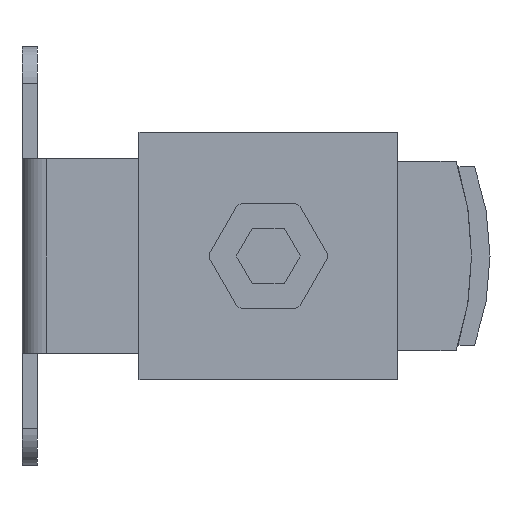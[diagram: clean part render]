
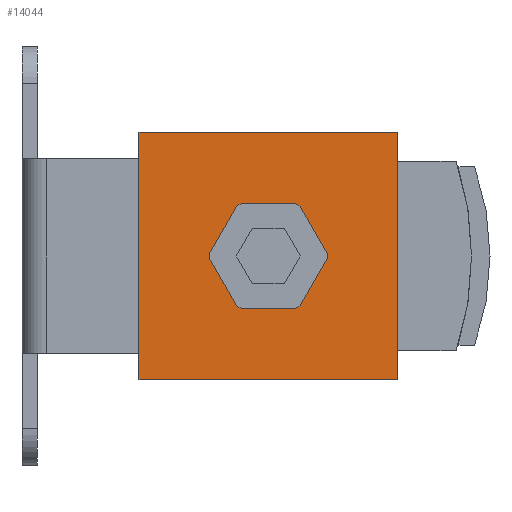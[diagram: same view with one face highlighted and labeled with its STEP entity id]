
A CAD part, front view. The second image highlights one B-rep face of the part: STEP entity #14044.
In plain terms, the highlighted planar face has unit normal (0, -1, 0).
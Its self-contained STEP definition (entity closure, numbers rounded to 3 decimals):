
#396 = CARTESIAN_POINT ( 'NONE',  ( 7.361, -31.5, 4.25 ) ) ;
#403 = LINE ( 'NONE', #650, #9180 ) ;
#434 = EDGE_CURVE ( 'NONE', #12615, #7255, #14286, .T. ) ;
#607 = CARTESIAN_POINT ( 'NONE',  ( -9.565, -31.5, 0.433 ) ) ;
#646 = CARTESIAN_POINT ( 'NONE',  ( 21., -31.5, -20.1 ) ) ;
#650 = CARTESIAN_POINT ( 'NONE',  ( 9.565, -31.5, 0. ) ) ;
#870 = VECTOR ( 'NONE', #12224, 1000. ) ;
#929 = LINE ( 'NONE', #9075, #8090 ) ;
#1031 = EDGE_CURVE ( 'NONE', #3499, #12615, #10417, .T. ) ;
#1069 = DIRECTION ( 'NONE',  ( -0.5, 0., -0.866 ) ) ;
#1477 = CARTESIAN_POINT ( 'NONE',  ( -5.157, -31.5, 8.067 ) ) ;
#1590 = CARTESIAN_POINT ( 'NONE',  ( 4.407, -31.5, 8.5 ) ) ;
#1662 = FACE_BOUND ( 'NONE', #10936, .T. ) ;
#1742 = DIRECTION ( 'NONE',  ( 0., 0., -1. ) ) ;
#1858 = EDGE_CURVE ( 'NONE', #11577, #3499, #10507, .T. ) ;
#1892 = LINE ( 'NONE', #11014, #5498 ) ;
#1954 = EDGE_CURVE ( 'NONE', #9085, #2167, #13724, .T. ) ;
#2052 = EDGE_CURVE ( 'NONE', #7941, #6491, #14061, .T. ) ;
#2167 = VERTEX_POINT ( 'NONE', #9613 ) ;
#2189 = LINE ( 'NONE', #9663, #4318 ) ;
#2550 = CARTESIAN_POINT ( 'NONE',  ( -21., -31.5, 20.1 ) ) ;
#2596 = DIRECTION ( 'NONE',  ( 0., 0., -1. ) ) ;
#2736 = CARTESIAN_POINT ( 'NONE',  ( -21., -31.5, 20.1 ) ) ;
#2902 = DIRECTION ( 'NONE',  ( 0., 0., 1. ) ) ;
#3349 = VERTEX_POINT ( 'NONE', #10010 ) ;
#3361 = ORIENTED_EDGE ( 'NONE', *, *, #1954, .F. ) ;
#3368 = LINE ( 'NONE', #396, #870 ) ;
#3434 = VECTOR ( 'NONE', #6462, 1000. ) ;
#3455 = DIRECTION ( 'NONE',  ( 0.5, 0., 0.866 ) ) ;
#3499 = VERTEX_POINT ( 'NONE', #11671 ) ;
#3535 = DIRECTION ( 'NONE',  ( 0., 0., 1. ) ) ;
#3710 = EDGE_LOOP ( 'NONE', ( #10821, #4981, #9810, #4474 ) ) ;
#3760 = ORIENTED_EDGE ( 'NONE', *, *, #5153, .F. ) ;
#4318 = VECTOR ( 'NONE', #13152, 1000. ) ;
#4404 = DIRECTION ( 'NONE',  ( 0.866, 0., 0.5 ) ) ;
#4474 = ORIENTED_EDGE ( 'NONE', *, *, #11355, .F. ) ;
#4684 = PLANE ( 'NONE',  #14785 ) ;
#4803 = VERTEX_POINT ( 'NONE', #5406 ) ;
#4856 = VECTOR ( 'NONE', #2596, 1000. ) ;
#4981 = ORIENTED_EDGE ( 'NONE', *, *, #9267, .F. ) ;
#5153 = EDGE_CURVE ( 'NONE', #10762, #4803, #3368, .T. ) ;
#5220 = LINE ( 'NONE', #7650, #3434 ) ;
#5406 = CARTESIAN_POINT ( 'NONE',  ( 5.157, -31.5, 8.067 ) ) ;
#5498 = VECTOR ( 'NONE', #7627, 1000. ) ;
#5628 = CARTESIAN_POINT ( 'NONE',  ( 4.782, -31.5, -8.283 ) ) ;
#5763 = VECTOR ( 'NONE', #12667, 1000. ) ;
#5838 = CARTESIAN_POINT ( 'NONE',  ( -7.361, -31.5, -4.25 ) ) ;
#5844 = EDGE_CURVE ( 'NONE', #4803, #9085, #1892, .T. ) ;
#5923 = ORIENTED_EDGE ( 'NONE', *, *, #7368, .F. ) ;
#5964 = CARTESIAN_POINT ( 'NONE',  ( -21., -31.5, -20.1 ) ) ;
#6263 = CARTESIAN_POINT ( 'NONE',  ( 4.407, -31.5, -8.5 ) ) ;
#6423 = VERTEX_POINT ( 'NONE', #9765 ) ;
#6462 = DIRECTION ( 'NONE',  ( 1., 0., 0. ) ) ;
#6491 = VERTEX_POINT ( 'NONE', #14534 ) ;
#6583 = VERTEX_POINT ( 'NONE', #1477 ) ;
#6665 = CARTESIAN_POINT ( 'NONE',  ( 5.157, -31.5, -8.067 ) ) ;
#6706 = VECTOR ( 'NONE', #1742, 1000. ) ;
#7178 = VERTEX_POINT ( 'NONE', #2736 ) ;
#7203 = CARTESIAN_POINT ( 'NONE',  ( -4.782, -31.5, -8.283 ) ) ;
#7255 = VERTEX_POINT ( 'NONE', #8639 ) ;
#7368 = EDGE_CURVE ( 'NONE', #10570, #7941, #10904, .T. ) ;
#7501 = DIRECTION ( 'NONE',  ( -1., 0., 0. ) ) ;
#7595 = ORIENTED_EDGE ( 'NONE', *, *, #5844, .F. ) ;
#7627 = DIRECTION ( 'NONE',  ( -0.866, 0., 0.5 ) ) ;
#7650 = CARTESIAN_POINT ( 'NONE',  ( 0., -31.5, -8.5 ) ) ;
#7713 = ORIENTED_EDGE ( 'NONE', *, *, #1031, .F. ) ;
#7839 = VECTOR ( 'NONE', #4404, 1000. ) ;
#7941 = VERTEX_POINT ( 'NONE', #6665 ) ;
#8090 = VECTOR ( 'NONE', #1069, 1000. ) ;
#8377 = CARTESIAN_POINT ( 'NONE',  ( 9.565, -31.5, 0.433 ) ) ;
#8540 = ORIENTED_EDGE ( 'NONE', *, *, #10526, .F. ) ;
#8639 = CARTESIAN_POINT ( 'NONE',  ( -4.407, -31.5, -8.5 ) ) ;
#8914 = EDGE_CURVE ( 'NONE', #13229, #7178, #12286, .T. ) ;
#9075 = CARTESIAN_POINT ( 'NONE',  ( -7.361, -31.5, 4.25 ) ) ;
#9085 = VERTEX_POINT ( 'NONE', #1590 ) ;
#9127 = CARTESIAN_POINT ( 'NONE',  ( 7.361, -31.5, -4.25 ) ) ;
#9180 = VECTOR ( 'NONE', #2902, 1000. ) ;
#9267 = EDGE_CURVE ( 'NONE', #6423, #13229, #13365, .T. ) ;
#9375 = ORIENTED_EDGE ( 'NONE', *, *, #10605, .F. ) ;
#9394 = VECTOR ( 'NONE', #10299, 1000. ) ;
#9511 = DIRECTION ( 'NONE',  ( 0.866, 0., -0.5 ) ) ;
#9561 = CARTESIAN_POINT ( 'NONE',  ( 21., -31.5, 20.1 ) ) ;
#9613 = CARTESIAN_POINT ( 'NONE',  ( -4.407, -31.5, 8.5 ) ) ;
#9663 = CARTESIAN_POINT ( 'NONE',  ( -4.782, -31.5, 8.283 ) ) ;
#9703 = ORIENTED_EDGE ( 'NONE', *, *, #1858, .F. ) ;
#9723 = CARTESIAN_POINT ( 'NONE',  ( 0., -31.5, 8.5 ) ) ;
#9765 = CARTESIAN_POINT ( 'NONE',  ( 21., -31.5, -20.1 ) ) ;
#9810 = ORIENTED_EDGE ( 'NONE', *, *, #14141, .F. ) ;
#9939 = VECTOR ( 'NONE', #7501, 1000. ) ;
#10010 = CARTESIAN_POINT ( 'NONE',  ( 21., -31.5, 20.1 ) ) ;
#10299 = DIRECTION ( 'NONE',  ( -1., 0., 0. ) ) ;
#10387 = DIRECTION ( 'NONE',  ( 0., 0., 1. ) ) ;
#10417 = LINE ( 'NONE', #5838, #5763 ) ;
#10495 = CARTESIAN_POINT ( 'NONE',  ( 0., -31.5, 0. ) ) ;
#10507 = LINE ( 'NONE', #14750, #6706 ) ;
#10526 = EDGE_CURVE ( 'NONE', #2167, #6583, #2189, .T. ) ;
#10570 = VERTEX_POINT ( 'NONE', #6263 ) ;
#10605 = EDGE_CURVE ( 'NONE', #7255, #10570, #5220, .T. ) ;
#10762 = VERTEX_POINT ( 'NONE', #8377 ) ;
#10779 = LINE ( 'NONE', #2550, #13112 ) ;
#10821 = ORIENTED_EDGE ( 'NONE', *, *, #8914, .F. ) ;
#10904 = LINE ( 'NONE', #5628, #7839 ) ;
#10936 = EDGE_LOOP ( 'NONE', ( #9703, #14220, #8540, #3361, #7595, #3760, #13268, #14676, #5923, #9375, #11021, #7713 ) ) ;
#11014 = CARTESIAN_POINT ( 'NONE',  ( 4.782, -31.5, 8.283 ) ) ;
#11021 = ORIENTED_EDGE ( 'NONE', *, *, #434, .F. ) ;
#11026 = VECTOR ( 'NONE', #3455, 1000. ) ;
#11281 = EDGE_CURVE ( 'NONE', #6583, #11577, #929, .T. ) ;
#11355 = EDGE_CURVE ( 'NONE', #7178, #3349, #10779, .T. ) ;
#11363 = FACE_OUTER_BOUND ( 'NONE', #3710, .T. ) ;
#11577 = VERTEX_POINT ( 'NONE', #607 ) ;
#11671 = CARTESIAN_POINT ( 'NONE',  ( -9.565, -31.5, -0.433 ) ) ;
#12064 = CARTESIAN_POINT ( 'NONE',  ( -5.157, -31.5, -8.067 ) ) ;
#12224 = DIRECTION ( 'NONE',  ( -0.5, 0., 0.866 ) ) ;
#12286 = LINE ( 'NONE', #5964, #14616 ) ;
#12329 = CARTESIAN_POINT ( 'NONE',  ( -21., -31.5, -20.1 ) ) ;
#12615 = VERTEX_POINT ( 'NONE', #12064 ) ;
#12639 = DIRECTION ( 'NONE',  ( 0., 1., 0. ) ) ;
#12648 = DIRECTION ( 'NONE',  ( 1., 0., 0. ) ) ;
#12667 = DIRECTION ( 'NONE',  ( 0.5, 0., -0.866 ) ) ;
#13112 = VECTOR ( 'NONE', #12648, 1000. ) ;
#13152 = DIRECTION ( 'NONE',  ( -0.866, 0., -0.5 ) ) ;
#13229 = VERTEX_POINT ( 'NONE', #12329 ) ;
#13268 = ORIENTED_EDGE ( 'NONE', *, *, #14446, .F. ) ;
#13365 = LINE ( 'NONE', #646, #9939 ) ;
#13724 = LINE ( 'NONE', #9723, #9394 ) ;
#13933 = VECTOR ( 'NONE', #9511, 1000. ) ;
#14044 = ADVANCED_FACE ( 'PLANAR_20', ( #11363, #1662 ), #4684, .F. ) ;
#14061 = LINE ( 'NONE', #9127, #11026 ) ;
#14141 = EDGE_CURVE ( 'NONE', #3349, #6423, #14755, .T. ) ;
#14220 = ORIENTED_EDGE ( 'NONE', *, *, #11281, .F. ) ;
#14286 = LINE ( 'NONE', #7203, #13933 ) ;
#14446 = EDGE_CURVE ( 'NONE', #6491, #10762, #403, .T. ) ;
#14534 = CARTESIAN_POINT ( 'NONE',  ( 9.565, -31.5, -0.433 ) ) ;
#14616 = VECTOR ( 'NONE', #10387, 1000. ) ;
#14676 = ORIENTED_EDGE ( 'NONE', *, *, #2052, .F. ) ;
#14750 = CARTESIAN_POINT ( 'NONE',  ( -9.565, -31.5, 0. ) ) ;
#14755 = LINE ( 'NONE', #9561, #4856 ) ;
#14785 = AXIS2_PLACEMENT_3D ( 'NONE', #10495, #12639, #3535 ) ;
